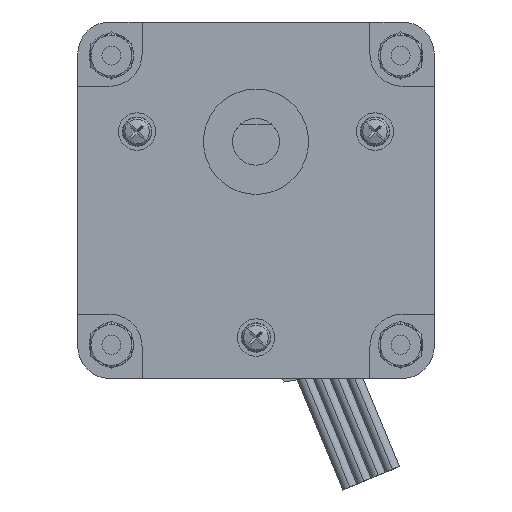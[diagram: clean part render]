
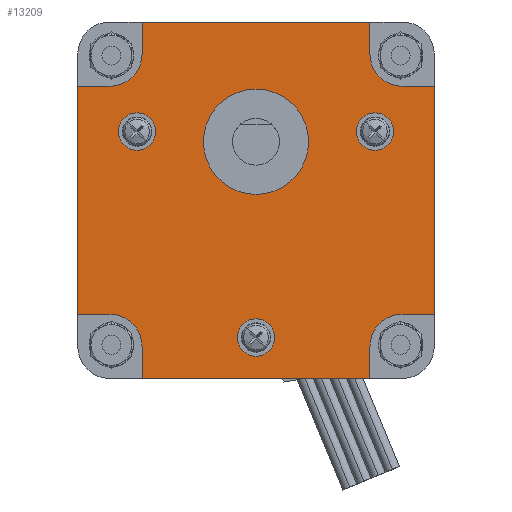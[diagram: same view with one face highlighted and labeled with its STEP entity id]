
A CAD part, left-side view. The second image highlights one B-rep face of the part: STEP entity #13209.
In plain terms, the highlighted planar face has unit normal (-1, 0, 0).
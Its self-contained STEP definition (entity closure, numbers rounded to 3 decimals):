
#12255=CARTESIAN_POINT('POINT8179',(1.,25.,
   9.5));
#12256=VERTEX_POINT('VERTEX8179',#12255);
#12263=CARTESIAN_POINT('POINT8180',(1.,19.5,
   15.));
#12264=VERTEX_POINT('VERTEX8180',#12263);
#12265=CARTESIAN_POINT('POS11742',(1.,25.,
   15.));
#12266=DIRECTION('DIR17516',(1.,0.,0.));
#12267=DIRECTION('DIR17517',(0.,0.,-1.));
#12268=AXIS2_PLACEMENT_3D('AXIS5775',#12265,#12266,#12267);
#12269=CIRCLE('ELLIPSE2459',#12268,5.5);
#12270=EDGE_CURVE('EDGE13145',#12264,#12256,#12269,.T.);
#12282=CARTESIAN_POINT('POINT8181',(1.,19.5,
   20.5));
#12283=VERTEX_POINT('VERTEX8181',#12282);
#12292=CARTESIAN_POINT('POS11745',(1.,19.5,3.875));
#12293=DIRECTION('DIR17520',(0.,0.,-1.));
#12294=VECTOR('VEC5970',#12293,1.);
#12295=LINE('STRAIGHT5970',#12292,#12294);
#12296=EDGE_CURVE('EDGE13148',#12283,#12264,#12295,.T.);
#12317=CARTESIAN_POINT('POINT8183',(1.,-19.5,
   20.5));
#12318=VERTEX_POINT('VERTEX8183',#12317);
#12319=CARTESIAN_POINT('POS11748',(1.,-25.,20.5));
#12320=DIRECTION('DIR17524',(0.,1.,0.));
#12321=VECTOR('VEC5972',#12320,1.);
#12322=LINE('STRAIGHT5972',#12319,#12321);
#12323=EDGE_CURVE('EDGE13150',#12318,#12283,#12322,.T.);
#12357=CARTESIAN_POINT('POINT8187',(1.,-19.5,
   15.));
#12358=VERTEX_POINT('VERTEX8187',#12357);
#12372=CARTESIAN_POINT('POS11755',(1.,-19.5,3.875));
#12373=DIRECTION('DIR17532',(0.,0.,1.));
#12374=VECTOR('VEC5978',#12373,1.);
#12375=LINE('STRAIGHT5978',#12372,#12374);
#12376=EDGE_CURVE('EDGE13156',#12358,#12318,#12375,.T.);
#12387=CARTESIAN_POINT('POINT8188',(1.,-25.,
   9.5));
#12388=VERTEX_POINT('VERTEX8188',#12387);
#12389=CARTESIAN_POINT('POS11757',(1.,-25.,
   15.));
#12390=DIRECTION('DIR17535',(1.,0.,0.));
#12391=DIRECTION('DIR17536',(0.,0.,-1.));
#12392=AXIS2_PLACEMENT_3D('AXIS5779',#12389,#12390,#12391);
#12393=CIRCLE('ELLIPSE2460',#12392,5.5);
#12394=EDGE_CURVE('EDGE13157',#12388,#12358,#12393,.T.);
#12421=CARTESIAN_POINT('POINT8191',(1.,19.5,-35.));
#12422=VERTEX_POINT('VERTEX8191',#12421);
#12429=CARTESIAN_POINT('POINT8192',(1.,25.,-29.5));
#12430=VERTEX_POINT('VERTEX8192',#12429);
#12431=CARTESIAN_POINT('POS11762',(1.,25.,-35.));
#12432=DIRECTION('DIR17543',(1.,0.,0.));
#12433=DIRECTION('DIR17544',(0.,0.,-1.));
#12434=AXIS2_PLACEMENT_3D('AXIS5782',#12431,#12432,#12433);
#12435=CIRCLE('ELLIPSE2462',#12434,5.5);
#12436=EDGE_CURVE('EDGE13161',#12430,#12422,#12435,.T.);
#12461=CARTESIAN_POINT('POINT8194',(1.,30.5,-29.5));
#12462=VERTEX_POINT('VERTEX8194',#12461);
#12478=CARTESIAN_POINT('POS11768',(1.,13.875,-29.5));
#12479=DIRECTION('DIR17552',(0.,-1.,0.));
#12480=VECTOR('VEC5984',#12479,1.);
#12481=LINE('STRAIGHT5984',#12478,#12480);
#12482=EDGE_CURVE('EDGE13166',#12462,#12430,#12481,.T.);
#12515=CARTESIAN_POINT('POINT8198',(1.,30.5,
   9.5));
#12516=VERTEX_POINT('VERTEX8198',#12515);
#12517=CARTESIAN_POINT('POS11773',(1.,30.5,15.));
#12518=DIRECTION('DIR17558',(0.,0.,-1.));
#12519=VECTOR('VEC5988',#12518,1.);
#12520=LINE('STRAIGHT5988',#12517,#12519);
#12521=EDGE_CURVE('EDGE13170',#12516,#12462,#12520,.T.);
#12542=CARTESIAN_POINT('POS11776',(1.,13.875,9.5));
#12543=DIRECTION('DIR17562',(0.,1.,0.));
#12544=VECTOR('VEC5990',#12543,1.);
#12545=LINE('STRAIGHT5990',#12542,#12544);
#12546=EDGE_CURVE('EDGE13172',#12256,#12516,#12545,.T.);
#12556=CARTESIAN_POINT('POINT8199',(1.,0.,-30.3));
#12557=VERTEX_POINT('VERTEX8199',#12556);
#12564=CARTESIAN_POINT('POINT8200',(1.,
   0.,-36.7));
#12565=VERTEX_POINT('VERTEX8200',#12564);
#12566=CARTESIAN_POINT('POS11779',(1.,0.,
   -33.5));
#12567=DIRECTION('DIR17566',(1.,0.,0.));
#12568=DIRECTION('DIR17567',(0.,0.,1.));
#12569=AXIS2_PLACEMENT_3D('AXIS5788',#12566,#12567,#12568);
#12570=CIRCLE('ELLIPSE2464',#12569,3.2);
#12571=EDGE_CURVE('EDGE13174',#12565,#12557,#12570,.T.);
#12591=EDGE_CURVE('EDGE13176',#12557,#12565,#12570,.T.);
#12596=CARTESIAN_POINT('POINT8201',(1.,
   -20.352,4.95));
#12597=VERTEX_POINT('VERTEX8201',#12596);
#12604=CARTESIAN_POINT('POINT8202',(1.,
   -20.352,-1.45));
#12605=VERTEX_POINT('VERTEX8202',#12604);
#12606=CARTESIAN_POINT('POS11783',(1.,
   -20.352,1.75));
#12607=DIRECTION('DIR17572',(1.,0.,0.));
#12608=DIRECTION('DIR17573',(0.,0.,1.));
#12609=AXIS2_PLACEMENT_3D('AXIS5790',#12606,#12607,#12608);
#12610=CIRCLE('ELLIPSE2465',#12609,3.2);
#12611=EDGE_CURVE('EDGE13178',#12605,#12597,#12610,.T.);
#12631=EDGE_CURVE('EDGE13180',#12597,#12605,#12610,.T.);
#12636=CARTESIAN_POINT('POINT8203',(1.,
   20.352,4.95));
#12637=VERTEX_POINT('VERTEX8203',#12636);
#12644=CARTESIAN_POINT('POINT8204',(1.,
   20.352,-1.45));
#12645=VERTEX_POINT('VERTEX8204',#12644);
#12646=CARTESIAN_POINT('POS11787',(1.,
   20.352,1.75));
#12647=DIRECTION('DIR17578',(1.,0.,0.));
#12648=DIRECTION('DIR17579',(0.,0.,1.));
#12649=AXIS2_PLACEMENT_3D('AXIS5792',#12646,#12647,#12648);
#12650=CIRCLE('ELLIPSE2466',#12649,3.2);
#12651=EDGE_CURVE('EDGE13182',#12645,#12637,#12650,.T.);
#12671=EDGE_CURVE('EDGE13184',#12637,#12645,#12650,.T.);
#12676=CARTESIAN_POINT('POINT8205',(1.,
   0.,9.));
#12677=VERTEX_POINT('VERTEX8205',#12676);
#12685=CARTESIAN_POINT('POINT8206',(1.,0.,
   -9.));
#12686=VERTEX_POINT('VERTEX8206',#12685);
#12693=CARTESIAN_POINT('POS11792',(1.,0.,
   0.));
#12694=DIRECTION('DIR17585',(1.,0.,0.));
#12695=DIRECTION('DIR17586',(0.,0.,1.));
#12696=AXIS2_PLACEMENT_3D('AXIS5794',#12693,#12694,#12695);
#12697=CIRCLE('ELLIPSE2467',#12696,9.);
#12698=EDGE_CURVE('EDGE13187',#12677,#12686,#12697,.T.);
#12709=EDGE_CURVE('EDGE13188',#12686,#12677,#12697,.T.);
#12916=CARTESIAN_POINT('POINT8217',(1.,-30.5,
   9.5));
#12917=VERTEX_POINT('VERTEX8217',#12916);
#12933=CARTESIAN_POINT('POS11804',(1.,-13.875,9.5));
#12934=DIRECTION('DIR17603',(0.,1.,0.));
#12935=VECTOR('VEC6005',#12934,1.);
#12936=LINE('STRAIGHT6005',#12933,#12935);
#12937=EDGE_CURVE('EDGE13213',#12917,#12388,#12936,.T.);
#13068=CARTESIAN_POINT('POINT8224',(1.,19.5,-40.5));
#13069=VERTEX_POINT('VERTEX8224',#13068);
#13076=CARTESIAN_POINT('POS11816',(1.,19.5,-23.875));
#13077=DIRECTION('DIR17620',(0.,0.,-1.));
#13078=VECTOR('VEC6012',#13077,1.);
#13079=LINE('STRAIGHT6012',#13076,#13078);
#13080=EDGE_CURVE('EDGE13224',#12422,#13069,#13079,.T.);
#13136=ORIENTED_EDGE('COEDGE26416',*,*,#12709,.T.);
#13137=ORIENTED_EDGE('COEDGE26417',*,*,#12698,.T.);
#13138=EDGE_LOOP('NONE',(#13136,#13137));
#13139=FACE_BOUND('LOOP1',#13138,.T.);
#13140=ORIENTED_EDGE('COEDGE26418',*,*,#12671,.T.);
#13141=ORIENTED_EDGE('COEDGE26419',*,*,#12651,.T.);
#13142=EDGE_LOOP('NONE',(#13140,#13141));
#13143=FACE_BOUND('LOOP1',#13142,.T.);
#13144=ORIENTED_EDGE('COEDGE26420',*,*,#12631,.T.);
#13145=ORIENTED_EDGE('COEDGE26421',*,*,#12611,.T.);
#13146=EDGE_LOOP('NONE',(#13144,#13145));
#13147=FACE_BOUND('LOOP1',#13146,.T.);
#13148=ORIENTED_EDGE('COEDGE26422',*,*,#12591,.T.);
#13149=ORIENTED_EDGE('COEDGE26423',*,*,#12571,.T.);
#13150=EDGE_LOOP('NONE',(#13148,#13149));
#13151=FACE_BOUND('LOOP1',#13150,.T.);
#13152=ORIENTED_EDGE('COEDGE26424',*,*,#12546,.T.);
#13153=ORIENTED_EDGE('COEDGE26425',*,*,#12521,.T.);
#13154=ORIENTED_EDGE('COEDGE26426',*,*,#12482,.T.);
#13155=ORIENTED_EDGE('COEDGE26427',*,*,#12436,.T.);
#13156=ORIENTED_EDGE('COEDGE26428',*,*,#13080,.T.);
#13157=CARTESIAN_POINT('POINT8227',(1.,-19.5,-40.5));
#13158=VERTEX_POINT('VERTEX8227',#13157);
#13159=CARTESIAN_POINT('POS11822',(1.,25.,-40.5));
#13160=DIRECTION('DIR17629',(0.,-1.,0.));
#13161=VECTOR('VEC6015',#13160,1.);
#13162=LINE('STRAIGHT6015',#13159,#13161);
#13163=EDGE_CURVE('EDGE13228',#13069,#13158,#13162,.T.);
#13164=ORIENTED_EDGE('COEDGE26429',*,*,#13163,.T.);
#13165=CARTESIAN_POINT('POINT8228',(1.,-19.5,-35.));
#13166=VERTEX_POINT('VERTEX8228',#13165);
#13167=CARTESIAN_POINT('POS11823',(1.,-19.5,-23.875));
#13168=DIRECTION('DIR17630',(0.,0.,1.));
#13169=VECTOR('VEC6016',#13168,1.);
#13170=LINE('STRAIGHT6016',#13167,#13169);
#13171=EDGE_CURVE('EDGE13229',#13158,#13166,#13170,.T.);
#13172=ORIENTED_EDGE('COEDGE26430',*,*,#13171,.T.);
#13173=CARTESIAN_POINT('POINT8229',(1.,-25.,-29.5));
#13174=VERTEX_POINT('VERTEX8229',#13173);
#13175=CARTESIAN_POINT('POS11824',(1.,-25.,-35.));
#13176=DIRECTION('DIR17631',(1.,0.,0.));
#13177=DIRECTION('DIR17632',(0.,0.,-1.));
#13178=AXIS2_PLACEMENT_3D('AXIS5808',#13175,#13176,#13177);
#13179=CIRCLE('ELLIPSE2472',#13178,5.5);
#13180=EDGE_CURVE('EDGE13230',#13166,#13174,#13179,.T.);
#13181=ORIENTED_EDGE('COEDGE26431',*,*,#13180,.T.);
#13182=CARTESIAN_POINT('POINT8230',(1.,-30.5,-29.5));
#13183=VERTEX_POINT('VERTEX8230',#13182);
#13184=CARTESIAN_POINT('POS11825',(1.,-13.875,-29.5));
#13185=DIRECTION('DIR17633',(0.,-1.,0.));
#13186=VECTOR('VEC6017',#13185,1.);
#13187=LINE('STRAIGHT6017',#13184,#13186);
#13188=EDGE_CURVE('EDGE13231',#13174,#13183,#13187,.T.);
#13189=ORIENTED_EDGE('COEDGE26432',*,*,#13188,.T.);
#13190=CARTESIAN_POINT('POS11826',(1.,-30.5,
   -10.));
#13191=DIRECTION('DIR17634',(0.,0.,1.));
#13192=VECTOR('VEC6018',#13191,1.);
#13193=LINE('STRAIGHT6018',#13190,#13192);
#13194=EDGE_CURVE('EDGE13232',#13183,#12917,#13193,.T.);
#13195=ORIENTED_EDGE('COEDGE26433',*,*,#13194,.T.);
#13196=ORIENTED_EDGE('COEDGE26434',*,*,#12937,.T.);
#13197=ORIENTED_EDGE('COEDGE26435',*,*,#12394,.T.);
#13198=ORIENTED_EDGE('COEDGE26436',*,*,#12376,.T.);
#13199=ORIENTED_EDGE('COEDGE26437',*,*,#12323,.T.);
#13200=ORIENTED_EDGE('COEDGE26438',*,*,#12296,.T.);
#13201=ORIENTED_EDGE('COEDGE26439',*,*,#12270,.T.);
#13202=EDGE_LOOP('NONE',(#13152,#13153,#13154,#13155,#13156,#13164,
   #13172,#13181,#13189,#13195,#13196,#13197,#13198,#13199,#13200,#13201
   ));
#13203=FACE_BOUND('LOOP1',#13202,.T.);
#13204=CARTESIAN_POINT('POS11827',(1.,0.,
   -10.));
#13205=DIRECTION('DIR17635',(1.,0.,0.));
#13206=DIRECTION('DIR17636',(0.,1.,0.));
#13207=AXIS2_PLACEMENT_3D('AXIS5809',#13204,#13205,#13206);
#13208=PLANE('PLANE2367',#13207);
#13209=ADVANCED_FACE('FACE5442',(#13139,#13143,#13147,#13151,#13203),
   #13208,.F.);
